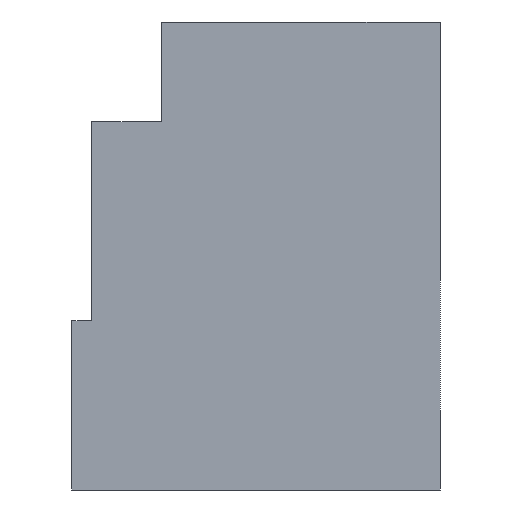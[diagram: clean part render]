
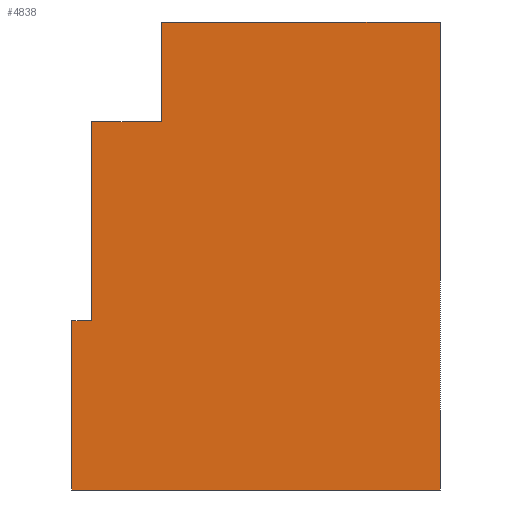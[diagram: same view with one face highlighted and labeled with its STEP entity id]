
A CAD part, left-side view. The second image highlights one B-rep face of the part: STEP entity #4838.
In plain terms, the highlighted planar face has unit normal (-1, 0, 0).
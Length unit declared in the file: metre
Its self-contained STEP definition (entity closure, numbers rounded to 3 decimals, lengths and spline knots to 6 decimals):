
#1339=ORIENTED_EDGE('',*,*,#1973,.T.);
#1340=ORIENTED_EDGE('',*,*,#1424,.F.);
#1341=ORIENTED_EDGE('',*,*,#2055,.F.);
#1342=ORIENTED_EDGE('',*,*,#2053,.T.);
#1343=ORIENTED_EDGE('',*,*,#1915,.F.);
#1344=ORIENTED_EDGE('',*,*,#1919,.T.);
#1345=ORIENTED_EDGE('',*,*,#1923,.F.);
#1346=ORIENTED_EDGE('',*,*,#1967,.F.);
#1424=EDGE_CURVE('',#2079,#2080,#2501,.T.);
#1915=EDGE_CURVE('',#2412,#2413,#2992,.T.);
#1919=EDGE_CURVE('',#2412,#2414,#2996,.T.);
#1923=EDGE_CURVE('',#2417,#2414,#3000,.T.);
#1967=EDGE_CURVE('',#2460,#2417,#3044,.T.);
#1973=EDGE_CURVE('',#2460,#2080,#3050,.T.);
#2053=EDGE_CURVE('',#2480,#2413,#3130,.T.);
#2055=EDGE_CURVE('',#2480,#2079,#3132,.T.);
#2079=VERTEX_POINT('',#6831);
#2080=VERTEX_POINT('',#6833);
#2412=VERTEX_POINT('',#7828);
#2413=VERTEX_POINT('',#7829);
#2414=VERTEX_POINT('',#7834);
#2417=VERTEX_POINT('',#7842);
#2460=VERTEX_POINT('',#7930);
#2480=VERTEX_POINT('',#8101);
#2501=LINE('',#6832,#3156);
#2992=LINE('',#7827,#3647);
#2996=LINE('',#7835,#3651);
#3000=LINE('',#7843,#3655);
#3044=LINE('',#7931,#3699);
#3050=LINE('',#7941,#3705);
#3130=LINE('',#8100,#3785);
#3132=LINE('',#8104,#3787);
#3156=VECTOR('',#5648,1.);
#3647=VECTOR('',#6483,1.);
#3651=VECTOR('',#6489,1.);
#3655=VECTOR('',#6495,1.);
#3699=VECTOR('',#6541,1.);
#3705=VECTOR('',#6549,1.);
#3785=VECTOR('',#6755,1.);
#3787=VECTOR('',#6759,1.);
#4053=EDGE_LOOP('',(#1339,#1340,#1341,#1342,#1343,#1344,#1345,#1346));
#4328=FACE_BOUND('',#4053,.T.);
#4583=PLANE('',#5611);
#4838=ADVANCED_FACE('',(#4328),#4583,.T.);
#5611=AXIS2_PLACEMENT_3D('',#8103,#6757,#6758);
#5648=DIRECTION('',(0.,0.,-1.));
#6483=DIRECTION('',(0.,-1.,0.));
#6489=DIRECTION('',(0.,0.,-1.));
#6495=DIRECTION('',(0.,-1.,0.));
#6541=DIRECTION('',(0.,0.,1.));
#6549=DIRECTION('',(0.,-1.,0.));
#6755=DIRECTION('',(0.,0.,-1.));
#6757=DIRECTION('',(-1.,0.,0.));
#6758=DIRECTION('',(0.,0.,-1.));
#6759=DIRECTION('',(0.,-1.,0.));
#6831=CARTESIAN_POINT('',(-0.007125,-0.0026,0.0047));
#6832=CARTESIAN_POINT('',(-0.007125,-0.0026,0.0016));
#6833=CARTESIAN_POINT('',(-0.007125,-0.0026,0.));
#7827=CARTESIAN_POINT('',(-0.007125,0.0009,0.0037));
#7828=CARTESIAN_POINT('',(-0.007125,0.0009,0.0037));
#7829=CARTESIAN_POINT('',(-0.007125,0.0002,0.0037));
#7834=CARTESIAN_POINT('',(-0.007125,0.0009,0.0017));
#7835=CARTESIAN_POINT('',(-0.007125,0.0009,0.0047));
#7842=CARTESIAN_POINT('',(-0.007125,0.0011,0.0017));
#7843=CARTESIAN_POINT('',(-0.007125,0.0011,0.0017));
#7930=CARTESIAN_POINT('',(-0.007125,0.0011,0.));
#7931=CARTESIAN_POINT('',(-0.007125,0.0011,0.));
#7941=CARTESIAN_POINT('',(-0.007125,0.0011,0.));
#8100=CARTESIAN_POINT('',(-0.007125,0.0002,0.0047));
#8101=CARTESIAN_POINT('',(-0.007125,0.0002,0.0047));
#8103=CARTESIAN_POINT('',(-0.007125,-0.000718,0.002071));
#8104=CARTESIAN_POINT('',(-0.007125,0.0011,0.0047));
